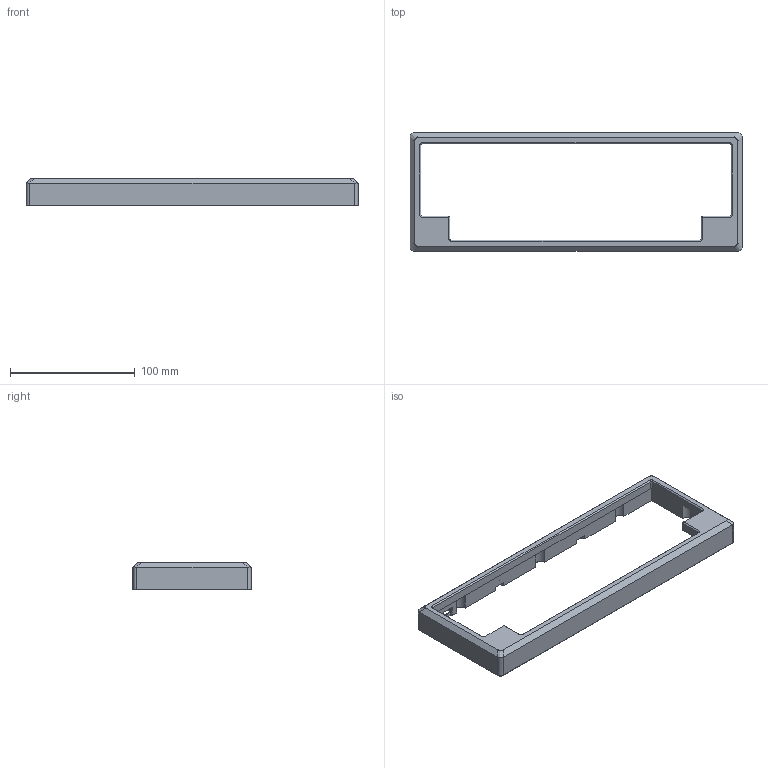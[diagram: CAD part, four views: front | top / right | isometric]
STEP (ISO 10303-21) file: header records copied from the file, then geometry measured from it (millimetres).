
FILE_DESCRIPTION(/* description */ (''),/* implementation_level */ '2;1');
FILE_NAME(/* name */ 'Phoenix45-Top_HHKB.step',/* time_stamp */ '2020-10-04T15:37:37-04:00',/* author */ (''),/* organization */ (''),/* preprocessor_version */ 'ST-DEVELOPER v18.1',/* originating_system */ 'Autodesk Translation Framework v9.3.0.1241',/* authorisation */ '');
FILE_SCHEMA (('AUTOMOTIVE_DESIGN { 1 0 10303 214 3 1 1 }'));
Length unit declared in the file: millimetre
Products named in the file (1): Top-HHKB
Bounding box: 266.05 x 94.6 x 21.7 mm (x, y, z)
Volume: 109549 mm3; surface area: 42334.8 mm2
Topology: 1 solids, 1 shells, 162 faces, 392 edges, 242 vertices
Faces by surface type: plane 75, cylinder 55, torus 12, bspline 12, cone 8
Full cylindrical faces by diameter (mm): 2 x11
Entity records: 5094 total; most frequent: CARTESIAN_POINT 1269, DIRECTION 788, ORIENTED_EDGE 784, EDGE_CURVE 392, AXIS2_PLACEMENT_3D 281, VERTEX_POINT 242, LINE 226, VECTOR 226
